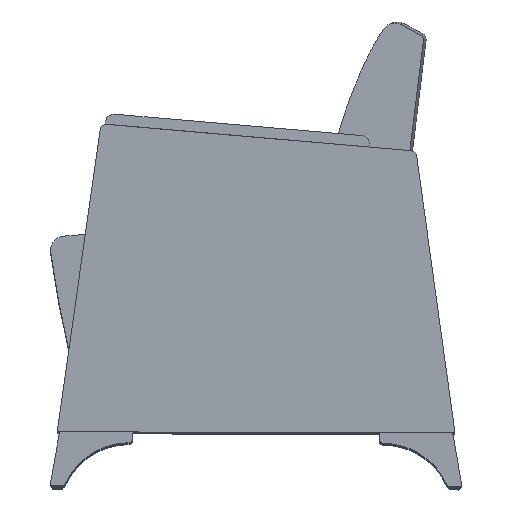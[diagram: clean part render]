
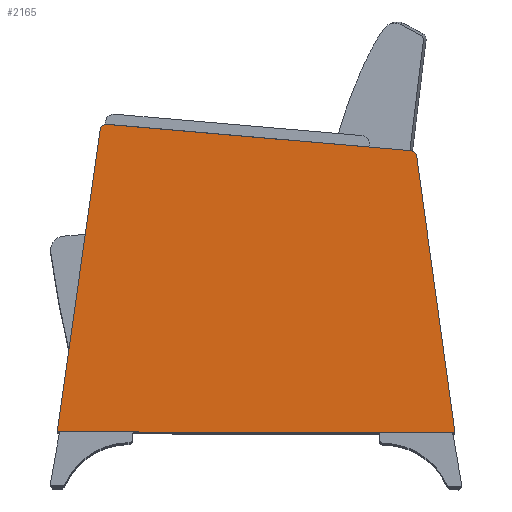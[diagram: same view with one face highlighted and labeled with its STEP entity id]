
A CAD part, top view. The second image highlights one B-rep face of the part: STEP entity #2165.
In plain terms, the highlighted planar face has unit normal (0, 0, 1).
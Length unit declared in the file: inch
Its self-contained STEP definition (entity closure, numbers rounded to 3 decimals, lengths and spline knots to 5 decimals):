
#339=PLANE('',#2442);
#451=FACE_OUTER_BOUND('',#592,.T.);
#592=EDGE_LOOP('',(#1883,#1884,#1885,#1886,#1887,#1888));
#730=LINE('',#4559,#832);
#733=LINE('',#4564,#835);
#734=LINE('',#4569,#836);
#735=LINE('',#4570,#837);
#832=VECTOR('',#2926,0.3937);
#835=VECTOR('',#2931,0.3937);
#836=VECTOR('',#2936,0.3937);
#837=VECTOR('',#2937,0.3937);
#935=CIRCLE('',#2436,0.5);
#938=CIRCLE('',#2443,0.5);
#1102=VERTEX_POINT('',#4539);
#1103=VERTEX_POINT('',#4540);
#1110=VERTEX_POINT('',#4558);
#1111=VERTEX_POINT('',#4562);
#1112=VERTEX_POINT('',#4566);
#1113=VERTEX_POINT('',#4568);
#1371=EDGE_CURVE('',#1102,#1103,#935,.T.);
#1380=EDGE_CURVE('',#1103,#1110,#730,.T.);
#1383=EDGE_CURVE('',#1102,#1111,#733,.T.);
#1384=EDGE_CURVE('',#1112,#1111,#938,.T.);
#1385=EDGE_CURVE('',#1113,#1112,#734,.T.);
#1386=EDGE_CURVE('',#1110,#1113,#735,.T.);
#1883=ORIENTED_EDGE('',*,*,#1371,.F.);
#1884=ORIENTED_EDGE('',*,*,#1383,.T.);
#1885=ORIENTED_EDGE('',*,*,#1384,.F.);
#1886=ORIENTED_EDGE('',*,*,#1385,.F.);
#1887=ORIENTED_EDGE('',*,*,#1386,.F.);
#1888=ORIENTED_EDGE('',*,*,#1380,.F.);
#2165=ADVANCED_FACE('',(#451),#339,.T.);
#2436=AXIS2_PLACEMENT_3D('',#4541,#2910,#2911);
#2442=AXIS2_PLACEMENT_3D('',#4565,#2932,#2933);
#2443=AXIS2_PLACEMENT_3D('',#4567,#2934,#2935);
#2910=DIRECTION('center_axis',(0.,0.,-1.));
#2911=DIRECTION('ref_axis',(0.687,0.726,0.));
#2926=DIRECTION('',(0.139,-0.99,0.));
#2931=DIRECTION('',(-0.996,0.084,0.));
#2932=DIRECTION('center_axis',(0.,0.,1.));
#2933=DIRECTION('ref_axis',(1.,0.,0.));
#2934=DIRECTION('center_axis',(0.,0.,-1.));
#2935=DIRECTION('ref_axis',(-0.656,0.755,0.));
#2936=DIRECTION('',(0.139,0.99,0.));
#2937=DIRECTION('',(-1.,0.,0.));
#4539=CARTESIAN_POINT('',(9.12104,20.07558,2.75));
#4540=CARTESIAN_POINT('',(9.57405,19.64695,2.75));
#4541=CARTESIAN_POINT('Origin',(9.07891,19.57736,2.75));
#4558=CARTESIAN_POINT('',(12.28079,0.38751,2.75));
#4559=CARTESIAN_POINT('',(9.25916,21.88751,2.75));
#4562=CARTESIAN_POINT('',(-12.15771,21.87479,2.75));
#4564=CARTESIAN_POINT('',(-6.44152,21.39147,2.75));
#4565=CARTESIAN_POINT('Origin',(-1.61059,10.43854,2.75));
#4566=CARTESIAN_POINT('',(-12.54082,21.45709,2.75));
#4567=CARTESIAN_POINT('Origin',(-12.04569,21.38751,2.75));
#4568=CARTESIAN_POINT('',(-15.50196,0.38751,2.75));
#4569=CARTESIAN_POINT('',(-15.50196,0.38751,2.75));
#4570=CARTESIAN_POINT('',(12.28079,0.38751,2.75));
